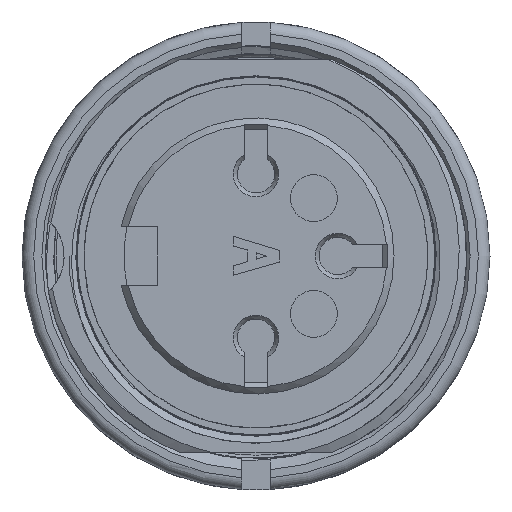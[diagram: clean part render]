
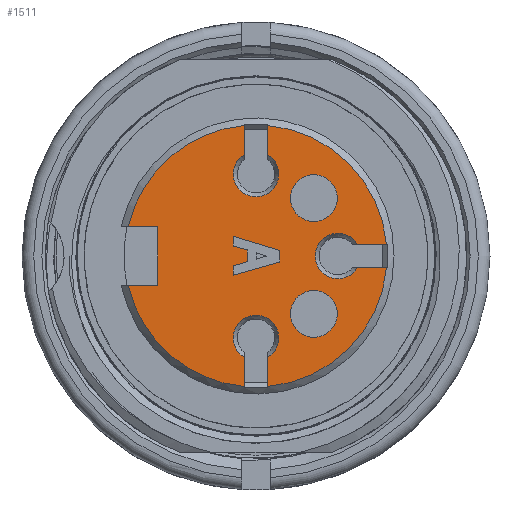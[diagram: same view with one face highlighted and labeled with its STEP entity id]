
A CAD part, front view. The second image highlights one B-rep face of the part: STEP entity #1511.
In plain terms, the highlighted planar face has unit normal (0, -1, 0).
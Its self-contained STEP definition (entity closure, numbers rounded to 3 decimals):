
#1002=FACE_BOUND('',#2217,.T.);
#1003=FACE_BOUND('',#2218,.T.);
#1004=FACE_BOUND('',#2219,.T.);
#1005=FACE_BOUND('',#2220,.T.);
#1079=PLANE('',#6816);
#1511=ADVANCED_FACE('',(#1002,#1003,#1004,#1005),#1079,.F.);
#2217=EDGE_LOOP('',(#2751));
#2218=EDGE_LOOP('',(#2752,#2753,#2754,#2755,#2756,#2757,#2758,#2759));
#2219=EDGE_LOOP('',(#2760,#2761,#2762,#2763,#2764,#2765,#2766,#2767,#2768,
#2769,#2770,#2771,#2772,#2773,#2774,#2775));
#2220=EDGE_LOOP('',(#2776));
#2588=CIRCLE('',#6807,1.);
#2589=CIRCLE('',#6808,5.6);
#2590=CIRCLE('',#6809,0.973);
#2591=CIRCLE('',#6810,5.6);
#2592=CIRCLE('',#6811,0.973);
#2593=CIRCLE('',#6812,5.6);
#2594=CIRCLE('',#6813,0.973);
#2595=CIRCLE('',#6814,5.6);
#2596=CIRCLE('',#6815,1.);
#2751=ORIENTED_EDGE('',*,*,#5092,.F.);
#2752=ORIENTED_EDGE('',*,*,#5093,.T.);
#2753=ORIENTED_EDGE('',*,*,#5094,.T.);
#2754=ORIENTED_EDGE('',*,*,#5095,.T.);
#2755=ORIENTED_EDGE('',*,*,#5096,.T.);
#2756=ORIENTED_EDGE('',*,*,#5097,.T.);
#2757=ORIENTED_EDGE('',*,*,#5098,.T.);
#2758=ORIENTED_EDGE('',*,*,#5099,.T.);
#2759=ORIENTED_EDGE('',*,*,#5100,.T.);
#2760=ORIENTED_EDGE('',*,*,#5080,.T.);
#2761=ORIENTED_EDGE('',*,*,#5101,.T.);
#2762=ORIENTED_EDGE('',*,*,#5102,.F.);
#2763=ORIENTED_EDGE('',*,*,#5103,.F.);
#2764=ORIENTED_EDGE('',*,*,#5104,.F.);
#2765=ORIENTED_EDGE('',*,*,#5105,.T.);
#2766=ORIENTED_EDGE('',*,*,#5106,.F.);
#2767=ORIENTED_EDGE('',*,*,#5107,.F.);
#2768=ORIENTED_EDGE('',*,*,#5108,.F.);
#2769=ORIENTED_EDGE('',*,*,#5109,.T.);
#2770=ORIENTED_EDGE('',*,*,#5110,.F.);
#2771=ORIENTED_EDGE('',*,*,#5111,.F.);
#2772=ORIENTED_EDGE('',*,*,#5112,.F.);
#2773=ORIENTED_EDGE('',*,*,#5113,.T.);
#2774=ORIENTED_EDGE('',*,*,#5088,.T.);
#2775=ORIENTED_EDGE('',*,*,#5091,.T.);
#2776=ORIENTED_EDGE('',*,*,#5114,.F.);
#4502=VERTEX_POINT('',#8341);
#4503=VERTEX_POINT('',#8343);
#4509=VERTEX_POINT('',#8357);
#4510=VERTEX_POINT('',#8359);
#4511=VERTEX_POINT('',#8369);
#4512=VERTEX_POINT('',#8371);
#4513=VERTEX_POINT('',#8372);
#4514=VERTEX_POINT('',#8374);
#4515=VERTEX_POINT('',#8376);
#4516=VERTEX_POINT('',#8378);
#4517=VERTEX_POINT('',#8380);
#4518=VERTEX_POINT('',#8382);
#4519=VERTEX_POINT('',#8384);
#4520=VERTEX_POINT('',#8387);
#4521=VERTEX_POINT('',#8389);
#4522=VERTEX_POINT('',#8391);
#4523=VERTEX_POINT('',#8393);
#4524=VERTEX_POINT('',#8395);
#4525=VERTEX_POINT('',#8397);
#4526=VERTEX_POINT('',#8399);
#4527=VERTEX_POINT('',#8401);
#4528=VERTEX_POINT('',#8403);
#4529=VERTEX_POINT('',#8405);
#4530=VERTEX_POINT('',#8407);
#4531=VERTEX_POINT('',#8409);
#4532=VERTEX_POINT('',#8412);
#5080=EDGE_CURVE('',#4503,#4502,#5961,.T.);
#5088=EDGE_CURVE('',#4510,#4509,#5969,.T.);
#5091=EDGE_CURVE('',#4509,#4503,#5971,.T.);
#5092=EDGE_CURVE('',#4511,#4511,#2588,.T.);
#5093=EDGE_CURVE('',#4512,#4513,#5972,.T.);
#5094=EDGE_CURVE('',#4513,#4514,#5973,.T.);
#5095=EDGE_CURVE('',#4514,#4515,#5974,.T.);
#5096=EDGE_CURVE('',#4515,#4516,#5975,.T.);
#5097=EDGE_CURVE('',#4516,#4517,#5976,.T.);
#5098=EDGE_CURVE('',#4517,#4518,#5977,.T.);
#5099=EDGE_CURVE('',#4518,#4519,#5978,.T.);
#5100=EDGE_CURVE('',#4519,#4512,#5979,.T.);
#5101=EDGE_CURVE('',#4502,#4520,#2589,.T.);
#5102=EDGE_CURVE('',#4521,#4520,#5980,.T.);
#5103=EDGE_CURVE('',#4522,#4521,#2590,.T.);
#5104=EDGE_CURVE('',#4523,#4522,#5981,.T.);
#5105=EDGE_CURVE('',#4523,#4524,#2591,.T.);
#5106=EDGE_CURVE('',#4525,#4524,#5982,.T.);
#5107=EDGE_CURVE('',#4526,#4525,#2592,.T.);
#5108=EDGE_CURVE('',#4527,#4526,#5983,.T.);
#5109=EDGE_CURVE('',#4527,#4528,#2593,.T.);
#5110=EDGE_CURVE('',#4529,#4528,#5984,.T.);
#5111=EDGE_CURVE('',#4530,#4529,#2594,.T.);
#5112=EDGE_CURVE('',#4531,#4530,#5985,.T.);
#5113=EDGE_CURVE('',#4531,#4510,#2595,.T.);
#5114=EDGE_CURVE('',#4532,#4532,#2596,.T.);
#5961=LINE('',#8342,#6382);
#5969=LINE('',#8358,#6390);
#5971=LINE('',#8366,#6392);
#5972=LINE('',#8370,#6393);
#5973=LINE('',#8373,#6394);
#5974=LINE('',#8375,#6395);
#5975=LINE('',#8377,#6396);
#5976=LINE('',#8379,#6397);
#5977=LINE('',#8381,#6398);
#5978=LINE('',#8383,#6399);
#5979=LINE('',#8385,#6400);
#5980=LINE('',#8388,#6401);
#5981=LINE('',#8392,#6402);
#5982=LINE('',#8396,#6403);
#5983=LINE('',#8400,#6404);
#5984=LINE('',#8404,#6405);
#5985=LINE('',#8408,#6406);
#6382=VECTOR('',#7179,1.);
#6390=VECTOR('',#7189,1.);
#6392=VECTOR('',#7193,1.);
#6393=VECTOR('',#7198,1.);
#6394=VECTOR('',#7199,1.);
#6395=VECTOR('',#7200,1.);
#6396=VECTOR('',#7201,1.);
#6397=VECTOR('',#7202,1.);
#6398=VECTOR('',#7203,1.);
#6399=VECTOR('',#7204,1.);
#6400=VECTOR('',#7205,1.);
#6401=VECTOR('',#7208,1.);
#6402=VECTOR('',#7211,1.);
#6403=VECTOR('',#7214,1.);
#6404=VECTOR('',#7217,1.);
#6405=VECTOR('',#7220,1.);
#6406=VECTOR('',#7223,1.);
#6807=AXIS2_PLACEMENT_3D('',#8368,#7196,#7197);
#6808=AXIS2_PLACEMENT_3D('',#8386,#7206,#7207);
#6809=AXIS2_PLACEMENT_3D('',#8390,#7209,#7210);
#6810=AXIS2_PLACEMENT_3D('',#8394,#7212,#7213);
#6811=AXIS2_PLACEMENT_3D('',#8398,#7215,#7216);
#6812=AXIS2_PLACEMENT_3D('',#8402,#7218,#7219);
#6813=AXIS2_PLACEMENT_3D('',#8406,#7221,#7222);
#6814=AXIS2_PLACEMENT_3D('',#8410,#7224,#7225);
#6815=AXIS2_PLACEMENT_3D('',#8411,#7226,#7227);
#6816=AXIS2_PLACEMENT_3D('',#8413,#7228,#7229);
#7179=DIRECTION('',(-1.,0.,0.));
#7189=DIRECTION('',(1.,0.,0.));
#7193=DIRECTION('',(0.,0.,-1.));
#7196=DIRECTION('',(0.,-1.,0.));
#7197=DIRECTION('',(0.,0.,1.));
#7198=DIRECTION('',(0.,0.,-1.));
#7199=DIRECTION('',(-0.963,0.,-0.27));
#7200=DIRECTION('',(0.,0.,1.));
#7201=DIRECTION('',(0.958,0.,0.287));
#7202=DIRECTION('',(0.,0.,1.));
#7203=DIRECTION('',(-0.966,0.,0.258));
#7204=DIRECTION('',(0.,0.,1.));
#7205=DIRECTION('',(0.958,0.,-0.287));
#7206=DIRECTION('',(0.,-1.,0.));
#7207=DIRECTION('',(0.,0.,1.));
#7208=DIRECTION('',(0.,0.,-1.));
#7209=DIRECTION('',(0.,-1.,0.));
#7210=DIRECTION('',(0.514,0.,-0.858));
#7211=DIRECTION('',(0.,0.,1.));
#7212=DIRECTION('',(0.,-1.,0.));
#7213=DIRECTION('',(0.,0.,1.));
#7214=DIRECTION('',(1.,0.,0.));
#7215=DIRECTION('',(0.,-1.,0.));
#7216=DIRECTION('',(0.858,0.,0.514));
#7217=DIRECTION('',(-1.,0.,0.));
#7218=DIRECTION('',(0.,-1.,0.));
#7219=DIRECTION('',(0.,0.,1.));
#7220=DIRECTION('',(0.,0.,1.));
#7221=DIRECTION('',(0.,-1.,0.));
#7222=DIRECTION('',(-0.514,0.,0.858));
#7223=DIRECTION('',(0.,0.,-1.));
#7224=DIRECTION('',(0.,-1.,0.));
#7225=DIRECTION('',(0.,0.,1.));
#7226=DIRECTION('',(0.,-1.,0.));
#7227=DIRECTION('',(0.,0.,1.));
#7228=DIRECTION('',(0.,1.,0.));
#7229=DIRECTION('',(0.,0.,1.));
#8341=CARTESIAN_POINT('',(-4.863,-24.606,-1.25));
#8342=CARTESIAN_POINT('',(-5.783,-24.606,-1.25));
#8343=CARTESIAN_POINT('',(-3.604,-24.606,-1.25));
#8357=CARTESIAN_POINT('',(-3.604,-24.606,1.25));
#8358=CARTESIAN_POINT('',(-3.604,-24.606,1.25));
#8359=CARTESIAN_POINT('',(-4.863,-24.606,1.25));
#8366=CARTESIAN_POINT('',(-3.604,-24.606,-1.25));
#8368=CARTESIAN_POINT('',(3.071,-24.606,2.475));
#8369=CARTESIAN_POINT('',(3.071,-24.606,3.475));
#8370=CARTESIAN_POINT('',(1.616,-24.606,0.24));
#8371=CARTESIAN_POINT('',(1.616,-24.606,0.24));
#8372=CARTESIAN_POINT('',(1.616,-24.606,-0.26));
#8373=CARTESIAN_POINT('',(1.616,-24.606,-0.26));
#8374=CARTESIAN_POINT('',(-0.384,-24.606,-0.82));
#8375=CARTESIAN_POINT('',(-0.384,-24.606,-0.82));
#8376=CARTESIAN_POINT('',(-0.384,-24.606,-0.42));
#8377=CARTESIAN_POINT('',(-0.384,-24.606,-0.42));
#8378=CARTESIAN_POINT('',(0.216,-24.606,-0.24));
#8379=CARTESIAN_POINT('',(0.216,-24.606,-0.24));
#8380=CARTESIAN_POINT('',(0.216,-24.606,0.26));
#8381=CARTESIAN_POINT('',(0.216,-24.606,0.26));
#8382=CARTESIAN_POINT('',(-0.384,-24.606,0.42));
#8383=CARTESIAN_POINT('',(-0.384,-24.606,0.42));
#8384=CARTESIAN_POINT('',(-0.384,-24.606,0.84));
#8385=CARTESIAN_POINT('',(-0.384,-24.606,0.84));
#8386=CARTESIAN_POINT('',(0.596,-24.606,0.));
#8387=CARTESIAN_POINT('',(0.096,-24.606,-5.578));
#8388=CARTESIAN_POINT('',(0.096,-24.606,-4.335));
#8389=CARTESIAN_POINT('',(0.096,-24.606,-4.335));
#8390=CARTESIAN_POINT('',(0.596,-24.606,-3.5));
#8391=CARTESIAN_POINT('',(1.096,-24.606,-4.335));
#8392=CARTESIAN_POINT('',(1.096,-24.606,-5.7));
#8393=CARTESIAN_POINT('',(1.096,-24.606,-5.578));
#8394=CARTESIAN_POINT('',(0.596,-24.606,0.));
#8395=CARTESIAN_POINT('',(6.174,-24.606,-0.5));
#8396=CARTESIAN_POINT('',(4.931,-24.606,-0.5));
#8397=CARTESIAN_POINT('',(4.931,-24.606,-0.5));
#8398=CARTESIAN_POINT('',(4.096,-24.606,0.));
#8399=CARTESIAN_POINT('',(4.931,-24.606,0.5));
#8400=CARTESIAN_POINT('',(6.296,-24.606,0.5));
#8401=CARTESIAN_POINT('',(6.174,-24.606,0.5));
#8402=CARTESIAN_POINT('',(0.596,-24.606,0.));
#8403=CARTESIAN_POINT('',(1.096,-24.606,5.578));
#8404=CARTESIAN_POINT('',(1.096,-24.606,4.335));
#8405=CARTESIAN_POINT('',(1.096,-24.606,4.335));
#8406=CARTESIAN_POINT('',(0.596,-24.606,3.5));
#8407=CARTESIAN_POINT('',(0.096,-24.606,4.335));
#8408=CARTESIAN_POINT('',(0.096,-24.606,5.7));
#8409=CARTESIAN_POINT('',(0.096,-24.606,5.578));
#8410=CARTESIAN_POINT('',(0.596,-24.606,0.));
#8411=CARTESIAN_POINT('',(3.071,-24.606,-2.475));
#8412=CARTESIAN_POINT('',(3.071,-24.606,-1.475));
#8413=CARTESIAN_POINT('',(0.596,-24.606,5.9));
